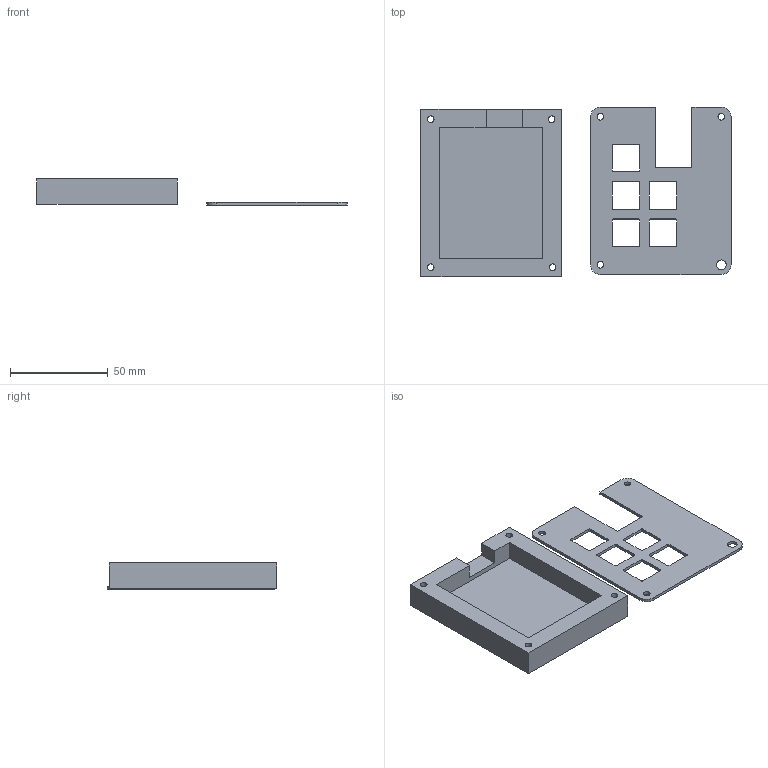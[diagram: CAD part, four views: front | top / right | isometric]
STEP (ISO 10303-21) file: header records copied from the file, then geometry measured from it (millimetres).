
FILE_DESCRIPTION(/* description */ (''),/* implementation_level */ '2;1');
FILE_NAME(/* name */ 'Anish''s Reaction Time Tester CAD.step',/* time_stamp */ '2025-12-29T20:57:57-08:00',/* author */ (''),/* organization */ (''),/* preprocessor_version */ 'ST-DEVELOPER v20.1',/* originating_system */ 'Autodesk Translation Framework v14.21.0.0',/* authorisation */ '');
FILE_SCHEMA (('AUTOMOTIVE_DESIGN { 1 0 10303 214 3 1 1 }'));
Length unit declared in the file: millimetre
Products named in the file (3): 2025-12-29-17-54-26-730; 2025-12-29-18-14-16-102; 2025-12-29-19-25-20-677
Bounding box: 159.02 x 87.11 x 13.37 mm (x, y, z)
Volume: 92689.3 mm3; surface area: 48954.8 mm2
Topology: 30 solids, 30 shells, 601 faces, 1599 edges, 1066 vertices
Faces by surface type: bspline 284, plane 273, cylinder 44
Full cylindrical faces by diameter (mm): 3.4 x11, 5 x1, 6 x8
Entity records: 21367 total; most frequent: CARTESIAN_POINT 8099, ORIENTED_EDGE 3198, DIRECTION 1763, EDGE_CURVE 1599, VERTEX_POINT 1066, LINE 943, VECTOR 943, EDGE_LOOP 659
